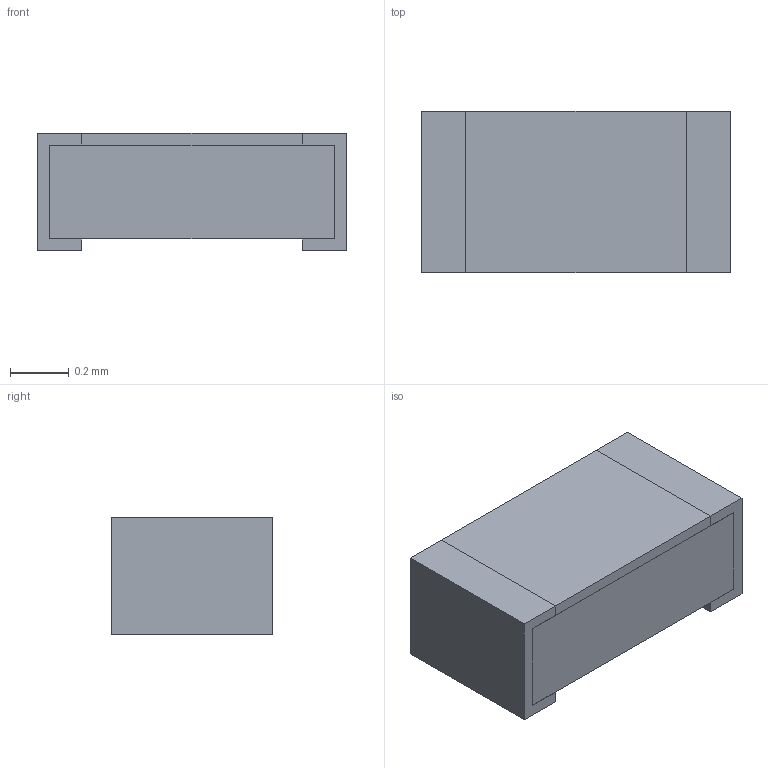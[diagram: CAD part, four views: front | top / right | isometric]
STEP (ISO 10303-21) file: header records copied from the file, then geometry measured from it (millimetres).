
FILE_DESCRIPTION(('Open CASCADE Model'),'2;1');
FILE_NAME('Open CASCADE Shape Model','2022-01-04T14:11:03',('Author'),( 'Open CASCADE'),'Open CASCADE STEP processor 6.8','Open CASCADE 6.8' ,'Unknown');
FILE_SCHEMA(('AUTOMOTIVE_DESIGN { 1 0 10303 214 1 1 1 1 }'));
Length unit declared in the file: millimetre
Products named in the file (5): RES_0402_M.step; Mid_Body; Terminal; Open CASCADE STEP translator 6.8 56.2.1; Mark
Assembly tree (5 placements, depth 3):
  RES_0402_M.step
    Mid_Body
    Terminal  x2
      Open CASCADE STEP translator 6.8 56.2.1
    Mark
Bounding box: 1.05 x 0.55 x 0.4 mm (x, y, z)
Volume: 0.2 mm3; surface area: 4.5 mm2
Topology: 4 solids, 4 shells, 32 faces, 72 edges, 48 vertices
Faces by surface type: plane 32
Entity records: 711 total; most frequent: CARTESIAN_POINT 108, DIRECTION 104, ORIENTED_EDGE 96, EDGE_CURVE 48, LINE 48, VECTOR 48, VERTEX_POINT 32, AXIS2_PLACEMENT_3D 28
